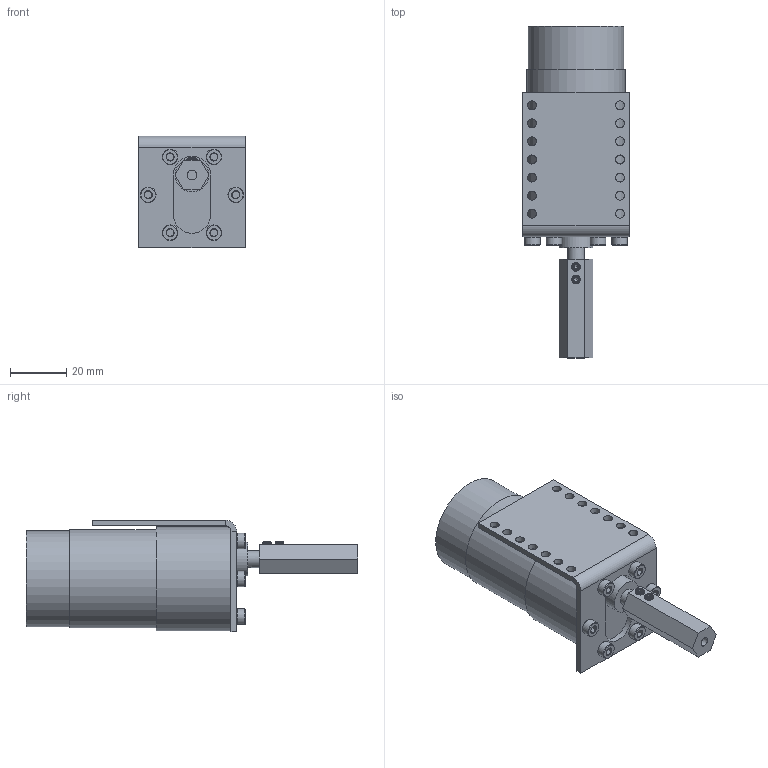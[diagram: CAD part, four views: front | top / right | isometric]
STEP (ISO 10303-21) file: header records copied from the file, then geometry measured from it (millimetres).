
FILE_DESCRIPTION(/* description */ (''),/* implementation_level */ '2;1');
FILE_NAME(/* name */ 'Motor Mount v8.step',/* time_stamp */ '2021-01-04T18:46:04+01:00',/* author */ (''),/* organization */ (''),/* preprocessor_version */ 'ST-DEVELOPER v18.1',/* originating_system */ 'Autodesk Translation Framework v9.7.1.1290',/* authorisation */ '');
FILE_SCHEMA (('AUTOMOTIVE_DESIGN { 1 0 10303 214 3 1 1 }'));
Length unit declared in the file: millimetre
Products named in the file (9): Motor Mount; 37D L-Bracket; 37D 131-1 Gearbox Motor; Motor; Gearbox; Encoder; 12mm Hex-Adapter Extended; 91290A111; 91390A099
Assembly tree (14 placements, depth 3):
  Motor Mount
    37D L-Bracket
    37D 131-1 Gearbox Motor
      Motor
      Gearbox
      Encoder
    12mm Hex-Adapter Extended
    91290A111  x6
    91390A099  x2
Bounding box: 37.6 x 117.6 x 39.6 mm (x, y, z)
Volume: 139425.9 mm3; surface area: 35133.5 mm2
Topology: 15 solids, 15 shells, 456 faces, 1095 edges, 688 vertices
Faces by surface type: cylinder 231, plane 129, cone 80, bspline 16
Full cylindrical faces by diameter (mm): 2.35 x78, 2.529 x8, 3 x80, 3.2 x14, 3.3 x6, 3.332 x1, 5.5 x6, 6 x2, 12 x1, 34 x1, 34.8 x3, 36.8 x1
Entity records: 8996 total; most frequent: CARTESIAN_POINT 4759, ORIENTED_EDGE 808, DIRECTION 801, EDGE_CURVE 404, AXIS2_PLACEMENT_3D 316, VERTEX_POINT 258, EDGE_LOOP 236, FACE_OUTER_BOUND 176
